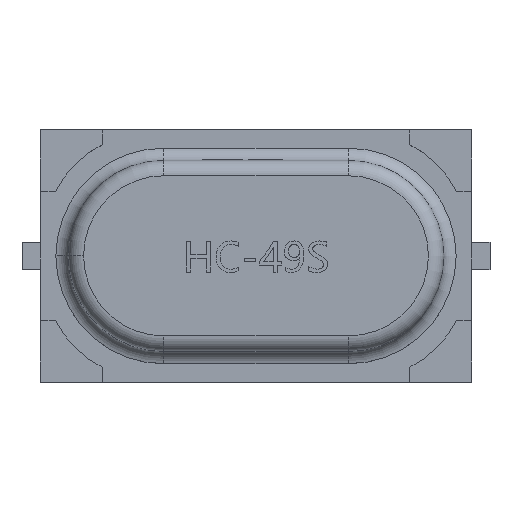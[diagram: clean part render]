
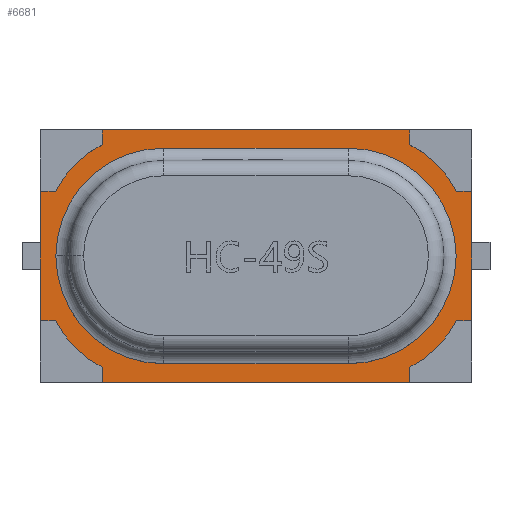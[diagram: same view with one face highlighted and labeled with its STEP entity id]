
A CAD part, top view. The second image highlights one B-rep face of the part: STEP entity #6681.
In plain terms, the highlighted planar face has unit normal (0, 0, 1).
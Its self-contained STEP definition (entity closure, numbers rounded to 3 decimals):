
#57 = EDGE_LOOP ( 'NONE', ( #18123, #1701, #10288, #19127 ) ) ;
#139 = CARTESIAN_POINT ( 'NONE',  ( -3.5, 2.05, 0.4 ) ) ;
#441 = CARTESIAN_POINT ( 'NONE',  ( -3.5, 2.05, 0.4 ) ) ;
#1433 = PLANE ( 'NONE',  #4705 ) ;
#1701 = ORIENTED_EDGE ( 'NONE', *, *, #8393, .T. ) ;
#1790 = VECTOR ( 'NONE', #2304, 1000. ) ;
#2191 = CARTESIAN_POINT ( 'NONE',  ( 3.5, -2.05, 0.4 ) ) ;
#2272 = VERTEX_POINT ( 'NONE', #15851 ) ;
#2304 = DIRECTION ( 'NONE',  ( 0., 1., 0. ) ) ;
#2451 = VECTOR ( 'NONE', #17043, 1000. ) ;
#3360 = CARTESIAN_POINT ( 'NONE',  ( -3.5, -2.05, 0.4 ) ) ;
#4333 = EDGE_CURVE ( 'NONE', #8780, #21103, #8079, .T. ) ;
#4705 = AXIS2_PLACEMENT_3D ( 'NONE', #18042, #9215, #9442 ) ;
#5989 = LINE ( 'NONE', #2191, #1790 ) ;
#6606 = LINE ( 'NONE', #3360, #20559 ) ;
#6642 = FACE_OUTER_BOUND ( 'NONE', #57, .T. ) ;
#6681 = ADVANCED_FACE ( 'NONE', ( #6642 ), #1433, .F. ) ;
#7182 = CARTESIAN_POINT ( 'NONE',  ( 3.5, 2.05, 0.4 ) ) ;
#8079 = LINE ( 'NONE', #11929, #2451 ) ;
#8323 = VECTOR ( 'NONE', #19632, 1000. ) ;
#8393 = EDGE_CURVE ( 'NONE', #14315, #8780, #12436, .T. ) ;
#8780 = VERTEX_POINT ( 'NONE', #441 ) ;
#9215 = DIRECTION ( 'NONE',  ( 0., 0., -1. ) ) ;
#9442 = DIRECTION ( 'NONE',  ( -1., 0., 0. ) ) ;
#10288 = ORIENTED_EDGE ( 'NONE', *, *, #4333, .T. ) ;
#11929 = CARTESIAN_POINT ( 'NONE',  ( -3.5, -2.05, 0.4 ) ) ;
#12436 = LINE ( 'NONE', #139, #8323 ) ;
#13809 = EDGE_CURVE ( 'NONE', #2272, #14315, #5989, .T. ) ;
#14315 = VERTEX_POINT ( 'NONE', #7182 ) ;
#15851 = CARTESIAN_POINT ( 'NONE',  ( 3.5, -2.05, 0.4 ) ) ;
#17043 = DIRECTION ( 'NONE',  ( 0., -1., 0. ) ) ;
#17315 = DIRECTION ( 'NONE',  ( 1., 0., 0. ) ) ;
#17934 = EDGE_CURVE ( 'NONE', #21103, #2272, #6606, .T. ) ;
#18042 = CARTESIAN_POINT ( 'NONE',  ( 0., 0., 0.4 ) ) ;
#18123 = ORIENTED_EDGE ( 'NONE', *, *, #13809, .T. ) ;
#18642 = CARTESIAN_POINT ( 'NONE',  ( -3.5, -2.05, 0.4 ) ) ;
#19127 = ORIENTED_EDGE ( 'NONE', *, *, #17934, .T. ) ;
#19632 = DIRECTION ( 'NONE',  ( -1., 0., 0. ) ) ;
#20559 = VECTOR ( 'NONE', #17315, 1000. ) ;
#21103 = VERTEX_POINT ( 'NONE', #18642 ) ;
